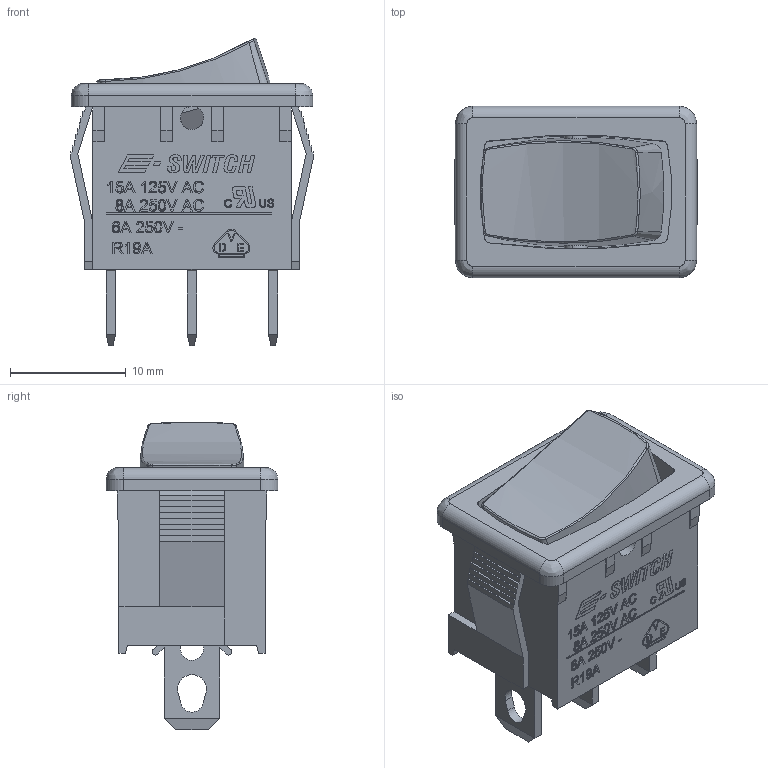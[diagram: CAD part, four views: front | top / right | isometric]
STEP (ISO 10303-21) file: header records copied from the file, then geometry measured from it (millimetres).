
FILE_DESCRIPTION(/* description */ (' '),/* implementation_level */ '2;1');
FILE_NAME(/* name */ 'R1966DxxxxxxEF.stp',/* time_stamp */ '2025-03-13T13:39:22-05:00',/* author */ ('mwilliams'),/* organization */ (' '),/* preprocessor_version */ 'ST-DEVELOPER v18.1',/* originating_system */ 'Autodesk Inventor 2022',/* authorisation */ ' ');
FILE_SCHEMA (('AUTOMOTIVE_DESIGN { 1 0 10303 214 3 1 1 }'));
Length unit declared in the file: millimetre
Products named in the file (1): R1966GxxxxxxEF
Bounding box: 20.94 x 14.8 x 26.53 mm (x, y, z)
Volume: 2244.3 mm3; surface area: 3382.2 mm2
Topology: 1 solids, 1 shells, 910 faces, 2425 edges, 1584 vertices
Faces by surface type: plane 552, bspline 295, cylinder 55, cone 8
Full cylindrical faces by diameter (mm): 2 x5
Entity records: 30838 total; most frequent: CARTESIAN_POINT 9117, ORIENTED_EDGE 4850, DIRECTION 3210, EDGE_CURVE 2425, LINE 1674, VECTOR 1674, VERTEX_POINT 1584, EDGE_LOOP 999
